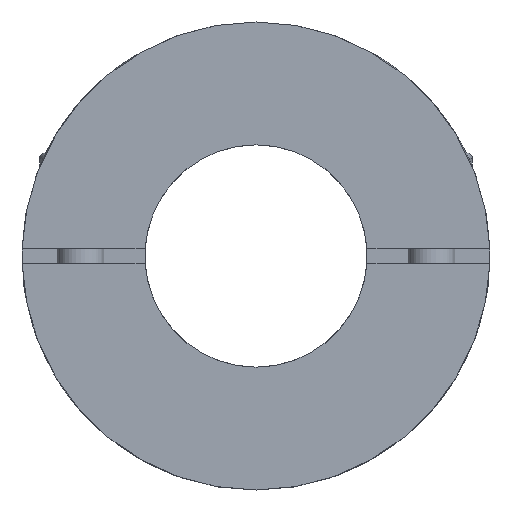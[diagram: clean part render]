
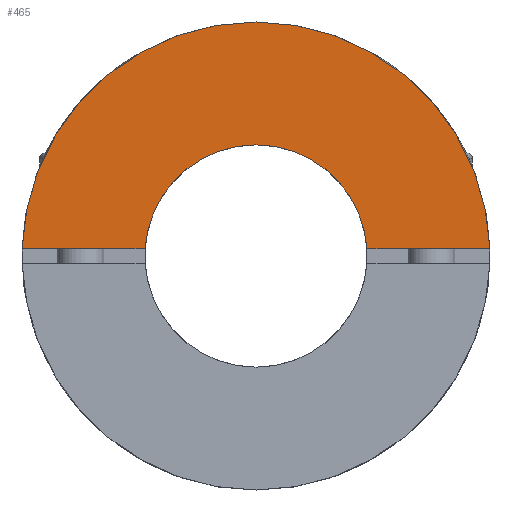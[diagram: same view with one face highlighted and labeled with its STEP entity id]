
A CAD part, left-side view. The second image highlights one B-rep face of the part: STEP entity #465.
In plain terms, the highlighted planar face has unit normal (-1, 0, 0).
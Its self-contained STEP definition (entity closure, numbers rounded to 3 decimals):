
#465=ADVANCED_FACE('NONE',(#1045),#1046,.T.);
#1045=FACE_OUTER_BOUND('',#1743,.T.);
#1046=PLANE('',#1744);
#1743=EDGE_LOOP('',(#3041,#3042,#3043,#3044,#3045,#3046));
#1744=AXIS2_PLACEMENT_3D('',#3047,#3048,#3049);
#3041=ORIENTED_EDGE('',*,*,#3956,.T.);
#3042=ORIENTED_EDGE('',*,*,#3954,.T.);
#3043=ORIENTED_EDGE('',*,*,#4354,.T.);
#3044=ORIENTED_EDGE('',*,*,#4266,.T.);
#3045=ORIENTED_EDGE('',*,*,#4340,.T.);
#3046=ORIENTED_EDGE('',*,*,#3991,.T.);
#3047=CARTESIAN_POINT('',(0.,0.0,20.0));
#3048=DIRECTION('',(-1.0,0.0,0.));
#3049=DIRECTION('',(0.0,-1.0,0.0));
#3954=EDGE_CURVE('',#4679,#4687,#4689,.T.);
#3956=EDGE_CURVE('',#4691,#4679,#4692,.T.);
#3991=EDGE_CURVE('NONE',#4745,#4691,#4746,.T.);
#4266=EDGE_CURVE('NONE',#5182,#5180,#5183,.T.);
#4340=EDGE_CURVE('NONE',#5180,#4745,#5285,.T.);
#4354=EDGE_CURVE('NONE',#4687,#5182,#5299,.T.);
#4679=VERTEX_POINT('',#5667);
#4687=VERTEX_POINT('',#5677);
#4689=CIRCLE('',#5680,9.5);
#4691=VERTEX_POINT('',#5682);
#4692=CIRCLE('',#5683,9.5);
#4745=VERTEX_POINT('NONE',#5746);
#4746=LINE('',#5747,#5748);
#5180=VERTEX_POINT('NONE',#6503);
#5182=VERTEX_POINT('NONE',#6506);
#5183=CIRCLE('',#6507,20.0);
#5285=CIRCLE('',#6821,20.0);
#5299=LINE('',#6896,#6897);
#5667=CARTESIAN_POINT('',(0.,0.,9.5));
#5677=CARTESIAN_POINT('',(0.0,-9.481,0.6));
#5680=AXIS2_PLACEMENT_3D('',#7371,#7372,#7373);
#5682=CARTESIAN_POINT('',(0.0,9.481,0.6));
#5683=AXIS2_PLACEMENT_3D('',#7374,#7375,#7376);
#5746=CARTESIAN_POINT('',(0.,19.991,0.6));
#5747=CARTESIAN_POINT('',(0.,25.0,0.6));
#5748=VECTOR('',#7438,1000.0);
#6503=CARTESIAN_POINT('',(0.,0.,20.0));
#6506=CARTESIAN_POINT('',(0.,-19.991,0.6));
#6507=AXIS2_PLACEMENT_3D('',#7952,#7953,#7954);
#6821=AXIS2_PLACEMENT_3D('',#8053,#8054,#8055);
#6896=CARTESIAN_POINT('',(0.,25.0,0.6));
#6897=VECTOR('',#8072,1000.0);
#7371=CARTESIAN_POINT('',(0.,0.0,0.0));
#7372=DIRECTION('',(1.0,0.0,0.));
#7373=DIRECTION('',(0.,0.0,1.0));
#7374=CARTESIAN_POINT('',(0.,0.0,0.0));
#7375=DIRECTION('',(1.0,0.0,0.));
#7376=DIRECTION('',(0.,0.0,1.0));
#7438=DIRECTION('',(0.0,-1.0,0.0));
#7952=CARTESIAN_POINT('',(0.0,0.0,0.0));
#7953=DIRECTION('',(-1.0,0.0,0.));
#7954=DIRECTION('',(0.,-0.0,-1.0));
#8053=CARTESIAN_POINT('',(0.0,0.0,0.0));
#8054=DIRECTION('',(-1.0,0.0,0.));
#8055=DIRECTION('',(0.,-0.0,-1.0));
#8072=DIRECTION('',(0.0,-1.0,0.0));
